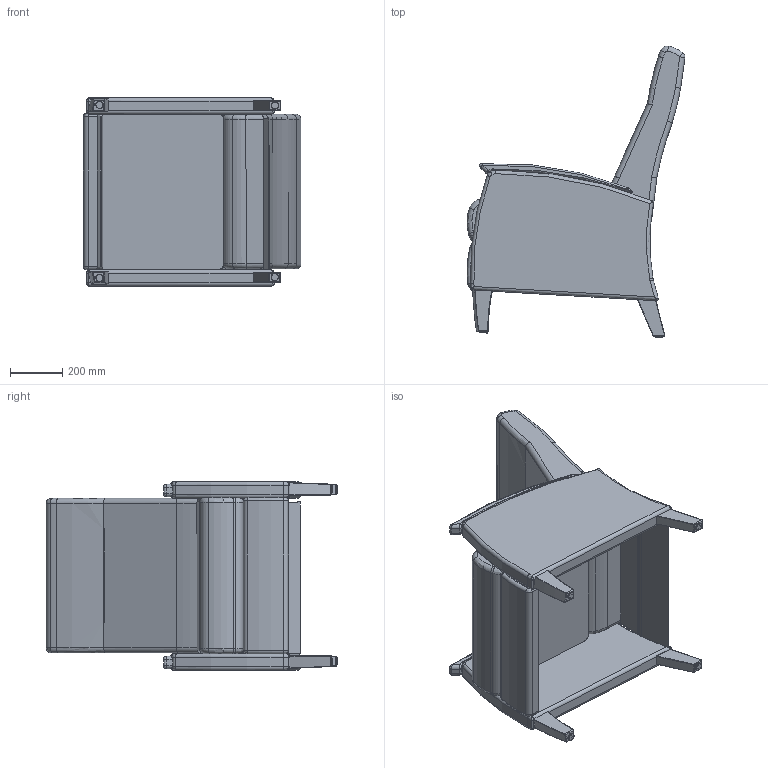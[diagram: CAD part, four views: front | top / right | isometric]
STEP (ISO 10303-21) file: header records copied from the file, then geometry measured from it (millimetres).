
FILE_DESCRIPTION(/* description */ (''),/* implementation_level */ '2;1');
FILE_NAME(/* name */ 'K0010W.stp',/* time_stamp */ '2017-09-13T08:50:45-04:00',/* author */ ('emehringer'),/* organization */ (''),/* preprocessor_version */ 'ST-DEVELOPER v16.5',/* originating_system */ 'Autodesk Inventor 2017',/* authorisation */ '');
FILE_SCHEMA (('AUTOMOTIVE_DESIGN { 1 0 10303 214 3 1 1 }'));
Length unit declared in the file: inch
Products named in the file (15): K0010U-W (SYMBOL); LEG WBO SQL 13-1; LEG WBO SQR 13-1; LEG WBO SQL 12; LEG WBO SQL 12_1; K0010 SEAT; K0010 KO; LEG WBO SQR 12; LEG WBO SQR 12_1; DOWEL 1; K0010 ARM; K0010 BACK; K0101 BACK FLAP; GLIDE APFAA06-1; EV7000 MAC BLK
Assembly tree (20 placements, depth 3):
  K0010U-W (SYMBOL)
    LEG WBO SQL 13-1
    LEG WBO SQR 13-1
    LEG WBO SQL 12
      LEG WBO SQL 12_1
      DOWEL 1
    K0010 SEAT
    K0010 KO
    LEG WBO SQR 12
      LEG WBO SQR 12_1
      DOWEL 1
    K0010 ARM  x2
    K0010 BACK
    K0101 BACK FLAP
    GLIDE APFAA06-1  x4
    EV7000 MAC BLK  x2
Bounding box: 832.78 x 1115.5 x 720.73 mm (x, y, z)
Volume: 141982637.3 mm3; surface area: 4611191.9 mm2
Topology: 36 solids, 36 shells, 639 faces, 1500 edges, 946 vertices
Faces by surface type: plane 225, cylinder 178, bspline 86, torus 78, cone 70, sphere 2
Full cylindrical faces by diameter (mm): 9.525 x6, 10.77 x4, 11.112 x2, 11.906 x2, 16.002 x4, 19.05 x4, 28.575 x4
Entity records: 13976 total; most frequent: CARTESIAN_POINT 4832, DIRECTION 1921, ORIENTED_EDGE 1710, EDGE_CURVE 855, AXIS2_PLACEMENT_3D 793, VERTEX_POINT 527, EDGE_LOOP 432, FACE_OUTER_BOUND 391
